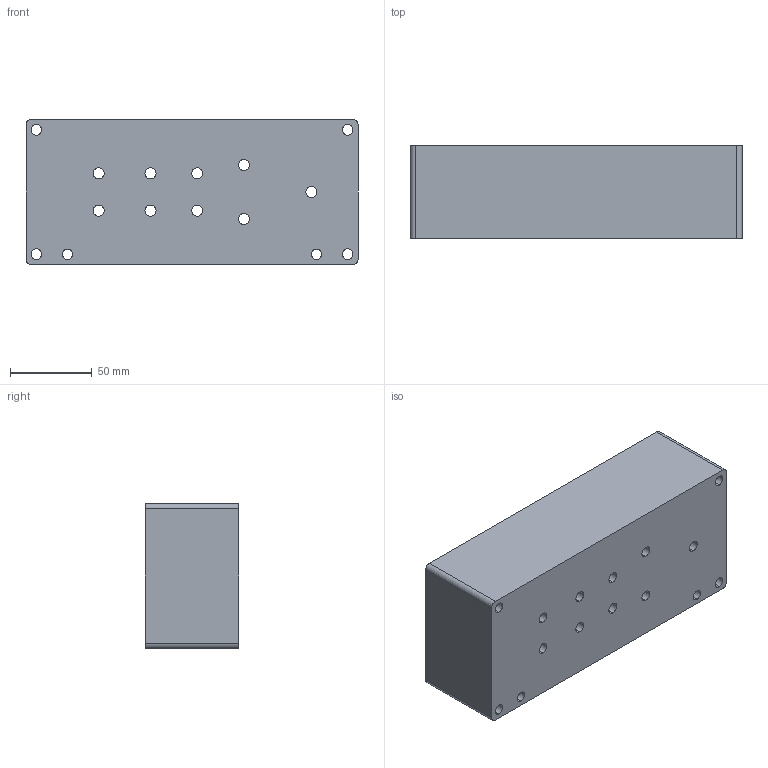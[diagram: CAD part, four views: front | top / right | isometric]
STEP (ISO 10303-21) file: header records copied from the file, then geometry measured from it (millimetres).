
FILE_DESCRIPTION (( 'STEP AP214' ), '1' );
FILE_NAME ('WOWL Mold Outer.STEP', '2020-12-28T22:19:09', ( '' ), ( '' ), 'SwSTEP 2.0', 'SolidWorks 2018', '' );
FILE_SCHEMA (( 'AUTOMOTIVE_DESIGN' ));
Length unit declared in the file: inch
Products named in the file (1): WOWL Mold Outer
Bounding box: 203.2 x 57.15 x 88.9 mm (x, y, z)
Volume: 828908.8 mm3; surface area: 100170.7 mm2
Topology: 1 solids, 1 shells, 183 faces, 434 edges, 253 vertices
Faces by surface type: cylinder 83, plane 46, torus 31, cone 21, bspline 2
Entity records: 6020 total; most frequent: CARTESIAN_POINT 1593, DIRECTION 1004, ORIENTED_EDGE 860, EDGE_CURVE 430, AXIS2_PLACEMENT_3D 398, VERTEX_POINT 253, EDGE_LOOP 217, CIRCLE 216
